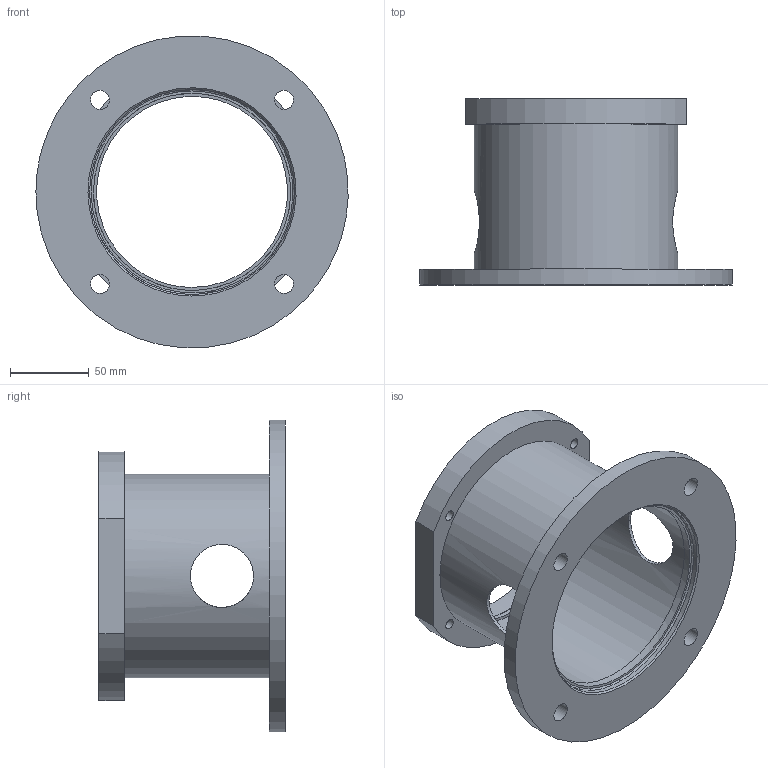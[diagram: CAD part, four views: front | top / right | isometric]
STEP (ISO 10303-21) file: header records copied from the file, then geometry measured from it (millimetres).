
FILE_DESCRIPTION(('THIS FILE CONTAINS SOME STEP INSTANCES'),'1');
FILE_NAME('LE-CB-010-01 Pøíruba generátoru.stp','2021-09-24T13:26:24',('UNDEFINED'),('UNDEFINED'),'T-FLEX CAD STEP converter','T-FLEX CAD','');
FILE_SCHEMA(('CONFIG_CONTROL_DESIGN'));
Length unit declared in the file: metre
Products named in the file (3): T骴o_10; T骴o_9; T骴o_11
Bounding box: 197.94 x 118 x 197.55 mm (x, y, z)
Volume: 354134.4 mm3; surface area: 147187.6 mm2
Topology: 3 solids, 3 shells, 33 faces, 78 edges, 50 vertices
Faces by surface type: cylinder 21, plane 9, cone 2, torus 1
Full cylindrical faces by diameter (mm): 6.647 x4, 12 x4, 40 x1, 121 x1, 122 x1, 125 x2, 129 x1, 130 x1, 198 x1
Entity records: 2296 total; most frequent: CARTESIAN_POINT 1318, ORIENTED_EDGE 140, DIRECTION 90, EDGE_CURVE 70, EDGE_LOOP 66, VERTEX_POINT 50, FACE_OUTER_BOUND 41, STYLED_ITEM 39
